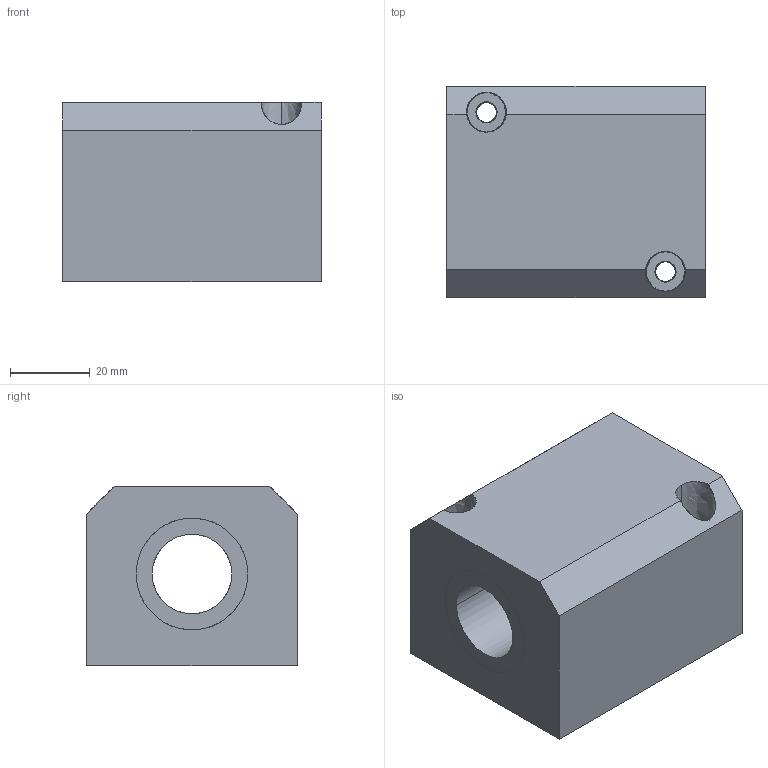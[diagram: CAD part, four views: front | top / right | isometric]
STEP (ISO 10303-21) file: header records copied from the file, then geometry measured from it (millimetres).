
FILE_DESCRIPTION ((), '1');
FILE_NAME ('AG85-220.stp', '2018-12-14T15:24:50', ('Unknown'), ('Unknown'), 'HarmonyWare STEP v2.0.5', 'Vectorworks', '');
FILE_SCHEMA (('CONFIG_CONTROL_DESIGN'));
Length unit declared in the file: millimetre
Products named in the file (33): NONE
Assembly tree (32 placements, depth 2):
  NONE
    NONE
    NONE
    NONE
    NONE
    NONE
    NONE
    NONE
    NONE
    NONE
    NONE
    NONE
    NONE
    NONE
    NONE
    NONE
    NONE
    NONE
    NONE
    NONE
    NONE
    NONE
    NONE
    NONE
    NONE
    NONE
    NONE
    NONE
    NONE
    NONE
    NONE
    NONE
    NONE
Bounding box: 65 x 53 x 45 mm (x, y, z)
Surface area: 22238.5 mm2 (no closed solid volume)
Topology: 0 solids, 32 shells, 32 faces, 156 edges, 156 vertices
Faces by surface type: bspline 32
Entity records: 6763 total; most frequent: CARTESIAN_POINT 1794, PERSON 328, ORGANIZATION 328, PERSON_AND_ORGANIZATION 328, CALENDAR_DATE 229, COORDINATED_UNIVERSAL_TIME_OFFSET 229, LOCAL_TIME 229, DATE_AND_TIME 229
